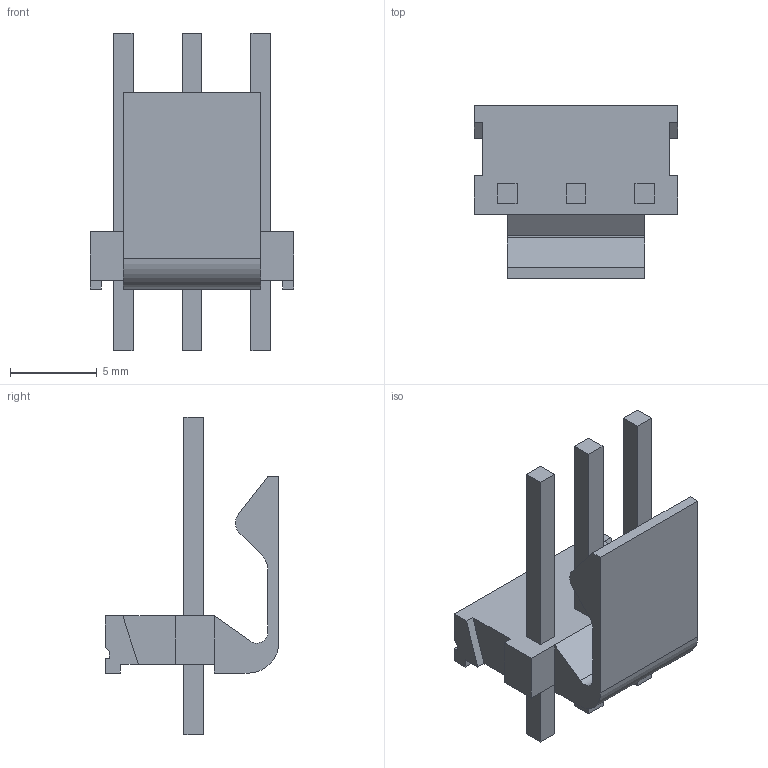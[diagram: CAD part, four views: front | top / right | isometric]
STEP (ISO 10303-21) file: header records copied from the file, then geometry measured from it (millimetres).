
FILE_DESCRIPTION((''),'2;1');
FILE_NAME('MOLEX_26-60-4030.stp','2010-10-04T14:07:48',(''),(''),'Mechanical Desktop 2010','Mechanical Desktop 2010',', , ');
FILE_SCHEMA(('AUTOMOTIVE_DESIGN { 1 2 10303 214 1 1 1 1 }'));
Length unit declared in the file: millimetre
Products named in the file (1): Product
Bounding box: 11.73 x 10.01 x 18.29 mm (x, y, z)
Volume: 409.3 mm3; surface area: 800 mm2
Topology: 4 solids, 4 shells, 79 faces, 209 edges, 138 vertices
Faces by surface type: plane 44, bspline 30, cylinder 5
Entity records: 2462 total; most frequent: CARTESIAN_POINT 517, ORIENTED_EDGE 418, DIRECTION 319, EDGE_CURVE 209, VECTOR 199, LINE 199, VERTEX_POINT 138, EDGE_LOOP 85
